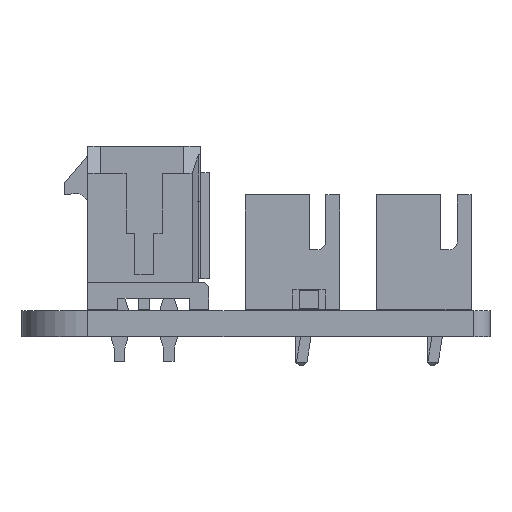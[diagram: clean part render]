
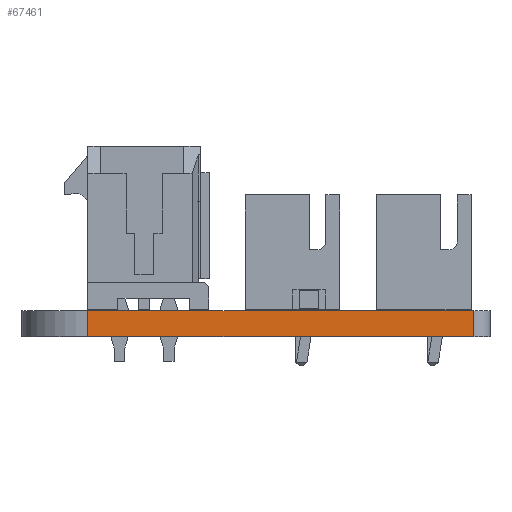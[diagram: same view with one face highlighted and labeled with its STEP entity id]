
A CAD part, left-side view. The second image highlights one B-rep face of the part: STEP entity #67461.
In plain terms, the highlighted planar face has unit normal (-1, 0, 0).
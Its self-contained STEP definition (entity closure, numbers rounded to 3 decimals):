
#64675 = CYLINDRICAL_SURFACE('',#64676,1.);
#64676 = AXIS2_PLACEMENT_3D('',#64677,#64678,#64679);
#64677 = CARTESIAN_POINT('',(-21.5,-13.25,0.));
#64678 = DIRECTION('',(-0.,-0.,-1.));
#64679 = DIRECTION('',(1.,0.,-0.));
#64703 = PLANE('',#64704);
#64704 = AXIS2_PLACEMENT_3D('',#64705,#64706,#64707);
#64705 = CARTESIAN_POINT('',(0.,-0.287,1.6));
#64706 = DIRECTION('',(0.,0.,1.));
#64707 = DIRECTION('',(1.,0.,-0.));
#64757 = PLANE('',#64758);
#64758 = AXIS2_PLACEMENT_3D('',#64759,#64760,#64761);
#64759 = CARTESIAN_POINT('',(0.,-0.287,0.));
#64760 = DIRECTION('',(0.,0.,1.));
#64761 = DIRECTION('',(1.,0.,-0.));
#64772 = EDGE_CURVE('',#64773,#64775,#64777,.T.);
#64773 = VERTEX_POINT('',#64774);
#64774 = CARTESIAN_POINT('',(-22.5,-13.25,0.));
#64775 = VERTEX_POINT('',#64776);
#64776 = CARTESIAN_POINT('',(-22.5,-13.25,1.6));
#64777 = SURFACE_CURVE('',#64778,(#64782,#64789),.PCURVE_S1.);
#64778 = LINE('',#64779,#64780);
#64779 = CARTESIAN_POINT('',(-22.5,-13.25,0.));
#64780 = VECTOR('',#64781,1.);
#64781 = DIRECTION('',(0.,0.,1.));
#64782 = PCURVE('',#64675,#64783);
#64783 = DEFINITIONAL_REPRESENTATION('',(#64784),#64788);
#64784 = LINE('',#64785,#64786);
#64785 = CARTESIAN_POINT('',(-3.142,0.));
#64786 = VECTOR('',#64787,1.);
#64787 = DIRECTION('',(-0.,-1.));
#64788 = ( GEOMETRIC_REPRESENTATION_CONTEXT(2) 
PARAMETRIC_REPRESENTATION_CONTEXT() REPRESENTATION_CONTEXT('2D SPACE',''
  ) );
#64789 = PCURVE('',#64790,#64795);
#64790 = PLANE('',#64791);
#64791 = AXIS2_PLACEMENT_3D('',#64792,#64793,#64794);
#64792 = CARTESIAN_POINT('',(-22.5,10.25,0.));
#64793 = DIRECTION('',(1.,0.,-0.));
#64794 = DIRECTION('',(0.,-1.,0.));
#64795 = DEFINITIONAL_REPRESENTATION('',(#64796),#64800);
#64796 = LINE('',#64797,#64798);
#64797 = CARTESIAN_POINT('',(23.5,0.));
#64798 = VECTOR('',#64799,1.);
#64799 = DIRECTION('',(0.,-1.));
#64800 = ( GEOMETRIC_REPRESENTATION_CONTEXT(2) 
PARAMETRIC_REPRESENTATION_CONTEXT() REPRESENTATION_CONTEXT('2D SPACE',''
  ) );
#65011 = VERTEX_POINT('',#65012);
#65012 = CARTESIAN_POINT('',(-22.5,10.25,0.));
#65027 = CYLINDRICAL_SURFACE('',#65028,4.);
#65028 = AXIS2_PLACEMENT_3D('',#65029,#65030,#65031);
#65029 = CARTESIAN_POINT('',(-18.5,10.25,0.));
#65030 = DIRECTION('',(-0.,-0.,-1.));
#65031 = DIRECTION('',(1.,0.,-0.));
#65039 = EDGE_CURVE('',#65011,#64773,#65040,.T.);
#65040 = SURFACE_CURVE('',#65041,(#65045,#65052),.PCURVE_S1.);
#65041 = LINE('',#65042,#65043);
#65042 = CARTESIAN_POINT('',(-22.5,10.25,0.));
#65043 = VECTOR('',#65044,1.);
#65044 = DIRECTION('',(0.,-1.,0.));
#65045 = PCURVE('',#64757,#65046);
#65046 = DEFINITIONAL_REPRESENTATION('',(#65047),#65051);
#65047 = LINE('',#65048,#65049);
#65048 = CARTESIAN_POINT('',(-22.5,10.537));
#65049 = VECTOR('',#65050,1.);
#65050 = DIRECTION('',(0.,-1.));
#65051 = ( GEOMETRIC_REPRESENTATION_CONTEXT(2) 
PARAMETRIC_REPRESENTATION_CONTEXT() REPRESENTATION_CONTEXT('2D SPACE',''
  ) );
#65052 = PCURVE('',#64790,#65053);
#65053 = DEFINITIONAL_REPRESENTATION('',(#65054),#65058);
#65054 = LINE('',#65055,#65056);
#65055 = CARTESIAN_POINT('',(0.,0.));
#65056 = VECTOR('',#65057,1.);
#65057 = DIRECTION('',(1.,0.));
#65058 = ( GEOMETRIC_REPRESENTATION_CONTEXT(2) 
PARAMETRIC_REPRESENTATION_CONTEXT() REPRESENTATION_CONTEXT('2D SPACE',''
  ) );
#66377 = VERTEX_POINT('',#66378);
#66378 = CARTESIAN_POINT('',(-22.5,10.25,1.6));
#66400 = EDGE_CURVE('',#66377,#64775,#66401,.T.);
#66401 = SURFACE_CURVE('',#66402,(#66406,#66413),.PCURVE_S1.);
#66402 = LINE('',#66403,#66404);
#66403 = CARTESIAN_POINT('',(-22.5,10.25,1.6));
#66404 = VECTOR('',#66405,1.);
#66405 = DIRECTION('',(0.,-1.,0.));
#66406 = PCURVE('',#64703,#66407);
#66407 = DEFINITIONAL_REPRESENTATION('',(#66408),#66412);
#66408 = LINE('',#66409,#66410);
#66409 = CARTESIAN_POINT('',(-22.5,10.537));
#66410 = VECTOR('',#66411,1.);
#66411 = DIRECTION('',(0.,-1.));
#66412 = ( GEOMETRIC_REPRESENTATION_CONTEXT(2) 
PARAMETRIC_REPRESENTATION_CONTEXT() REPRESENTATION_CONTEXT('2D SPACE',''
  ) );
#66413 = PCURVE('',#64790,#66414);
#66414 = DEFINITIONAL_REPRESENTATION('',(#66415),#66419);
#66415 = LINE('',#66416,#66417);
#66416 = CARTESIAN_POINT('',(0.,-1.6));
#66417 = VECTOR('',#66418,1.);
#66418 = DIRECTION('',(1.,0.));
#66419 = ( GEOMETRIC_REPRESENTATION_CONTEXT(2) 
PARAMETRIC_REPRESENTATION_CONTEXT() REPRESENTATION_CONTEXT('2D SPACE',''
  ) );
#67461 = ADVANCED_FACE('',(#67462),#64790,.F.);
#67462 = FACE_BOUND('',#67463,.F.);
#67463 = EDGE_LOOP('',(#67464,#67485,#67486,#67487));
#67464 = ORIENTED_EDGE('',*,*,#67465,.T.);
#67465 = EDGE_CURVE('',#65011,#66377,#67466,.T.);
#67466 = SURFACE_CURVE('',#67467,(#67471,#67478),.PCURVE_S1.);
#67467 = LINE('',#67468,#67469);
#67468 = CARTESIAN_POINT('',(-22.5,10.25,0.));
#67469 = VECTOR('',#67470,1.);
#67470 = DIRECTION('',(0.,0.,1.));
#67471 = PCURVE('',#64790,#67472);
#67472 = DEFINITIONAL_REPRESENTATION('',(#67473),#67477);
#67473 = LINE('',#67474,#67475);
#67474 = CARTESIAN_POINT('',(0.,0.));
#67475 = VECTOR('',#67476,1.);
#67476 = DIRECTION('',(0.,-1.));
#67477 = ( GEOMETRIC_REPRESENTATION_CONTEXT(2) 
PARAMETRIC_REPRESENTATION_CONTEXT() REPRESENTATION_CONTEXT('2D SPACE',''
  ) );
#67478 = PCURVE('',#65027,#67479);
#67479 = DEFINITIONAL_REPRESENTATION('',(#67480),#67484);
#67480 = LINE('',#67481,#67482);
#67481 = CARTESIAN_POINT('',(-3.142,0.));
#67482 = VECTOR('',#67483,1.);
#67483 = DIRECTION('',(-0.,-1.));
#67484 = ( GEOMETRIC_REPRESENTATION_CONTEXT(2) 
PARAMETRIC_REPRESENTATION_CONTEXT() REPRESENTATION_CONTEXT('2D SPACE',''
  ) );
#67485 = ORIENTED_EDGE('',*,*,#66400,.T.);
#67486 = ORIENTED_EDGE('',*,*,#64772,.F.);
#67487 = ORIENTED_EDGE('',*,*,#65039,.F.);
